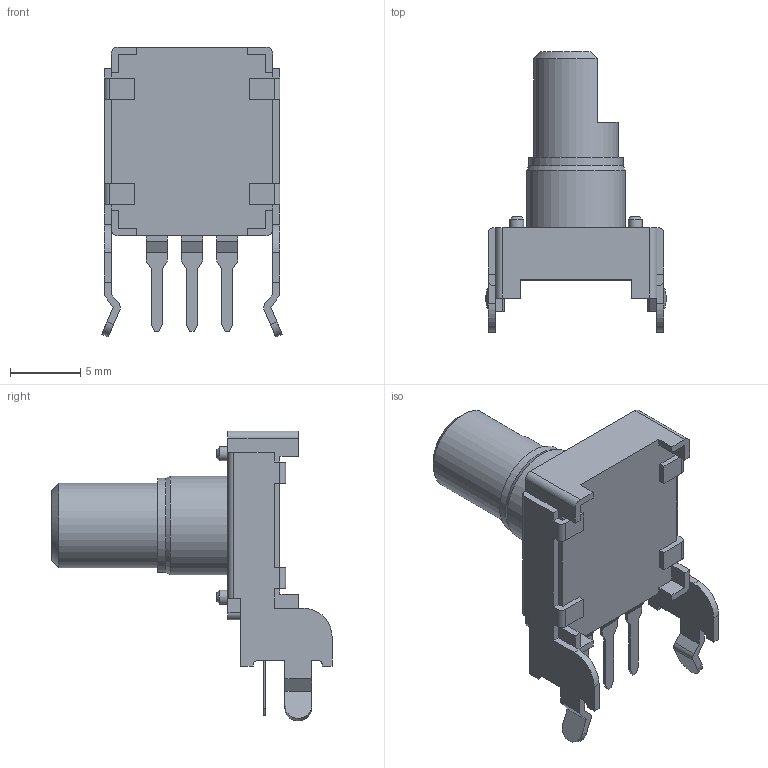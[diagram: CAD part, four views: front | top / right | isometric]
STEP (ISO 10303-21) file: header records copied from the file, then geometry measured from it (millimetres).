
FILE_DESCRIPTION(/* description */ (''),/* implementation_level */ '2;1');
FILE_NAME(/* name */ 'pec12r-2x17f-nxxxx.stp',/* time_stamp */ '2020-08-13T14:36:25+02:00',/* author */ ('franc'),/* organization */ ('Bourns, Inc.'),/* preprocessor_version */ 'ST-DEVELOPER v18.1',/* originating_system */ 'Autodesk Inventor 2020',/* authorisation */ '');
FILE_SCHEMA (('AUTOMOTIVE_DESIGN { 1 0 10303 214 3 1 1 }'));
Length unit declared in the file: millimetre
Products named in the file (1): pec12r-2x17f-nxxxx
Bounding box: 12.82 x 19.9 x 20.6 mm (x, y, z)
Volume: 1029.4 mm3; surface area: 1005.1 mm2
Topology: 1 solids, 1 shells, 179 faces, 505 edges, 337 vertices
Faces by surface type: plane 146, cylinder 27, cone 6
Full cylindrical faces by diameter (mm): 1 x4, 6 x1, 6.7 x1, 7 x1
Entity records: 5976 total; most frequent: CARTESIAN_POINT 1026, ORIENTED_EDGE 1010, DIRECTION 937, EDGE_CURVE 505, LINE 429, VECTOR 429, VERTEX_POINT 337, AXIS2_PLACEMENT_3D 254
